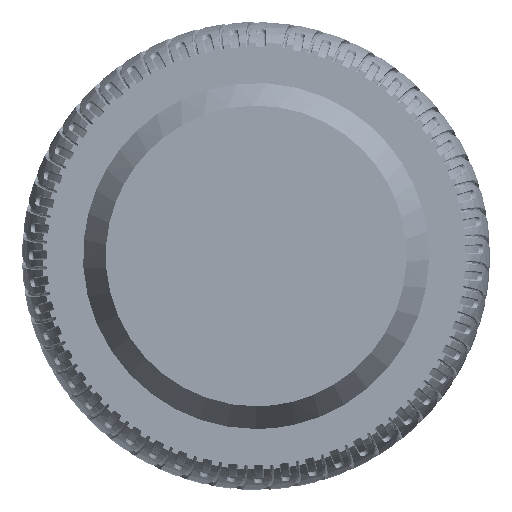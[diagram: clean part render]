
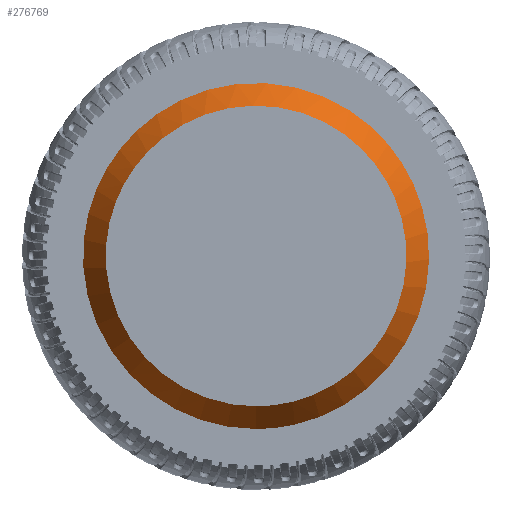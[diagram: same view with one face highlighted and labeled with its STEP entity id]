
A CAD part, front view. The second image highlights one B-rep face of the part: STEP entity #276769.
In plain terms, the highlighted free-form (B-spline) face has degree [2, 1] with [7, 2] control points.
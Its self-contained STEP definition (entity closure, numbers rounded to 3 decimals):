
#275278 = EDGE_CURVE('',#275279,#275279,#275281,.T.);
#275279 = VERTEX_POINT('',#275280);
#275280 = CARTESIAN_POINT('',(0.022,-35.68,
    -67.449));
#275281 = ( BOUNDED_CURVE() B_SPLINE_CURVE(2,(#275282,#275283,#275284,
    #275285,#275286,#275287,#275288),.UNSPECIFIED.,.T.,.F.) 
B_SPLINE_CURVE_WITH_KNOTS((1,2,2,2,2,1),(-2.094,0.,
    2.094,4.189,6.283,8.378),
.UNSPECIFIED.) CURVE() GEOMETRIC_REPRESENTATION_ITEM() 
RATIONAL_B_SPLINE_CURVE((1.,0.5,1.,0.5,1.,0.5,1.)) REPRESENTATION_ITEM(
  '') );
#275282 = CARTESIAN_POINT('',(0.022,-35.68,
    -67.449));
#275283 = CARTESIAN_POINT('',(-116.776,-35.68,
    -67.449));
#275284 = CARTESIAN_POINT('',(-58.377,-35.68,
    33.701));
#275285 = CARTESIAN_POINT('',(0.022,-35.68,
    134.851));
#275286 = CARTESIAN_POINT('',(58.421,-35.68,
    33.701));
#275287 = CARTESIAN_POINT('',(116.82,-35.68,
    -67.449));
#275288 = CARTESIAN_POINT('',(0.022,-35.68,
    -67.449));
#276769 = ADVANCED_FACE('',(#276770),#276791,.T.);
#276770 = FACE_BOUND('',#276771,.T.);
#276771 = EDGE_LOOP('',(#276772,#276779,#276780,#276781));
#276772 = ORIENTED_EDGE('',*,*,#276773,.T.);
#276773 = EDGE_CURVE('',#276774,#275279,#276776,.T.);
#276774 = VERTEX_POINT('',#276775);
#276775 = CARTESIAN_POINT('',(0.022,-20.03,
    -77.628));
#276776 = B_SPLINE_CURVE_WITH_KNOTS('',1,(#276777,#276778),
  .UNSPECIFIED.,.F.,.F.,(2,2),(0.,14.673),
  .PIECEWISE_BEZIER_KNOTS.);
#276777 = CARTESIAN_POINT('',(0.022,-20.03,
    -77.628));
#276778 = CARTESIAN_POINT('',(0.022,-35.68,
    -67.449));
#276779 = ORIENTED_EDGE('',*,*,#275278,.T.);
#276780 = ORIENTED_EDGE('',*,*,#276773,.F.);
#276781 = ORIENTED_EDGE('',*,*,#276782,.F.);
#276782 = EDGE_CURVE('',#276774,#276774,#276783,.T.);
#276783 = ( BOUNDED_CURVE() B_SPLINE_CURVE(2,(#276784,#276785,#276786,
    #276787,#276788,#276789,#276790),.UNSPECIFIED.,.T.,.F.) 
B_SPLINE_CURVE_WITH_KNOTS((1,2,2,2,2,1),(-2.094,0.,
    2.094,4.189,6.283,8.378),
.UNSPECIFIED.) CURVE() GEOMETRIC_REPRESENTATION_ITEM() 
RATIONAL_B_SPLINE_CURVE((1.,0.5,1.,0.5,1.,0.5,1.)) REPRESENTATION_ITEM(
  '') );
#276784 = CARTESIAN_POINT('',(0.022,-20.03,
    -77.628));
#276785 = CARTESIAN_POINT('',(-134.406,-20.03,
    -77.628));
#276786 = CARTESIAN_POINT('',(-67.192,-20.03,
    38.79));
#276787 = CARTESIAN_POINT('',(0.022,-20.03,
    155.208));
#276788 = CARTESIAN_POINT('',(67.236,-20.03,
    38.79));
#276789 = CARTESIAN_POINT('',(134.449,-20.03,
    -77.628));
#276790 = CARTESIAN_POINT('',(0.022,-20.03,
    -77.628));
#276791 = ( BOUNDED_SURFACE() B_SPLINE_SURFACE(2,1,(
    (#276792,#276793)
    ,(#276794,#276795)
    ,(#276796,#276797)
    ,(#276798,#276799)
    ,(#276800,#276801)
    ,(#276802,#276803)
    ,(#276804,#276805
)),.UNSPECIFIED.,.T.,.F.,.F.) B_SPLINE_SURFACE_WITH_KNOTS((1,2,2,2,2,1),
  (2,2),(-2.094,0.,2.094,4.189,6.283,
    8.378),(0.,14.673),.UNSPECIFIED.) 
GEOMETRIC_REPRESENTATION_ITEM() RATIONAL_B_SPLINE_SURFACE((
    (1.,1.)
    ,(0.5,0.5)
    ,(1.,1.)
    ,(0.5,0.5)
    ,(1.,1.)
    ,(0.5,0.5)
,(1.,1.))) REPRESENTATION_ITEM('') SURFACE() );
#276792 = CARTESIAN_POINT('',(0.022,-35.68,
    -67.449));
#276793 = CARTESIAN_POINT('',(0.022,-20.03,
    -77.628));
#276794 = CARTESIAN_POINT('',(-116.776,-35.68,
    -67.449));
#276795 = CARTESIAN_POINT('',(-134.406,-20.03,
    -77.628));
#276796 = CARTESIAN_POINT('',(-58.377,-35.68,
    33.701));
#276797 = CARTESIAN_POINT('',(-67.192,-20.03,
    38.79));
#276798 = CARTESIAN_POINT('',(0.022,-35.68,
    134.851));
#276799 = CARTESIAN_POINT('',(0.022,-20.03,
    155.208));
#276800 = CARTESIAN_POINT('',(58.421,-35.68,
    33.701));
#276801 = CARTESIAN_POINT('',(67.236,-20.03,
    38.79));
#276802 = CARTESIAN_POINT('',(116.82,-35.68,
    -67.449));
#276803 = CARTESIAN_POINT('',(134.449,-20.03,
    -77.628));
#276804 = CARTESIAN_POINT('',(0.022,-35.68,
    -67.449));
#276805 = CARTESIAN_POINT('',(0.022,-20.03,
    -77.628));
